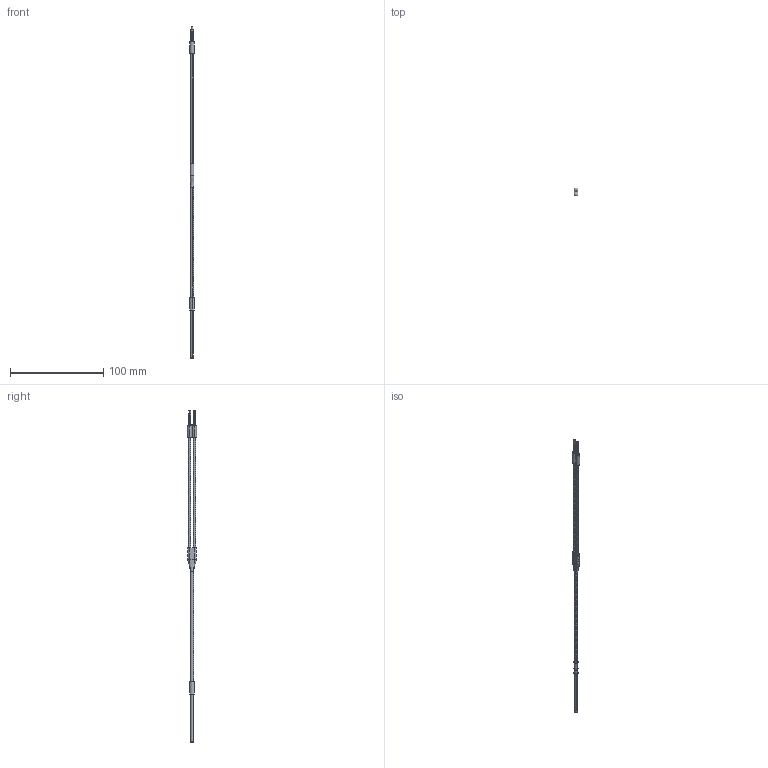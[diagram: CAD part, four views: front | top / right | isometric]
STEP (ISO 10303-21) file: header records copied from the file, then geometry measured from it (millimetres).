
FILE_DESCRIPTION((''),'2;1');
FILE_NAME('188736_ASM','2016-01-12T',('pdmadmin'),(''),'PRO/ENGINEER BY PARAMETRIC TECHNOLOGY CORPORATION, 2013230','PRO/ENGINEER BY PARAMETRIC TECHNOLOGY CORPORATION, 2013230','');
FILE_SCHEMA(('CONFIG_CONTROL_DESIGN'));
Length unit declared in the file: millimetre
Products named in the file (8): 111770; 110533; 110532; 110534; 35315; 34646; 34948; 188736_ASM
Assembly tree (9 placements, depth 2):
  188736_ASM
    111770
    110533  x2
    110532  x2
    110534
    35315
    34646
    34948
Bounding box: 5.08 x 9.78 x 356.78 mm (x, y, z)
Volume: 1871.3 mm3; surface area: 15993.4 mm2
Topology: 12 solids, 12 shells, 1100 faces, 2232 edges, 1155 vertices
Faces by surface type: torus 400, cone 272, bspline 200, cylinder 172, plane 56
Entity records: 41525 total; most frequent: CARTESIAN_POINT 28577, DIRECTION 2806, ORIENTED_EDGE 2568, EDGE_CURVE 1284, AXIS2_PLACEMENT_3D 1185, CIRCLE 680, VERTEX_POINT 675, EDGE_LOOP 639
